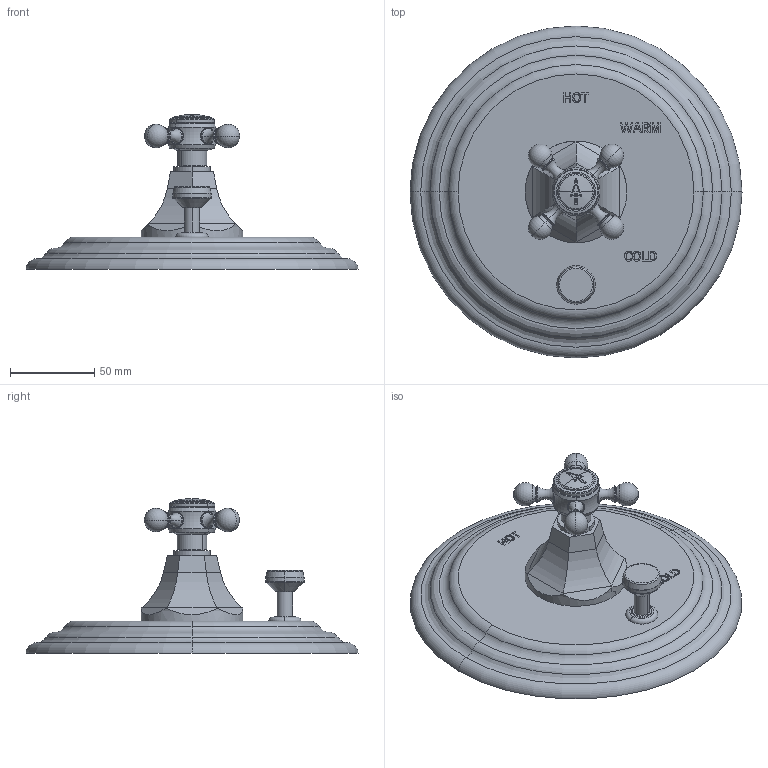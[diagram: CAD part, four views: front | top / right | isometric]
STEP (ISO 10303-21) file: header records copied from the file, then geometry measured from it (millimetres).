
FILE_DESCRIPTION((''),'2;1');
FILE_NAME('5-1222BP','2021-06-07T16:35:31',('jinson.thomas'),(''),'CREO PARAMETRIC BY PTC INC, 2018400','CREO PARAMETRIC BY PTC INC, 2018400','');
FILE_SCHEMA(('CONFIG_CONTROL_DESIGN'));
Length unit declared in the file: inch
Products named in the file (1): 5-1222BP
Bounding box: 196.85 x 196.85 x 91.85 mm (x, y, z)
Volume: 535652.7 mm3; surface area: 77613.1 mm2
Topology: 1 solids, 1 shells, 348 faces, 844 edges, 523 vertices
Faces by surface type: plane 139, extrusion 64, torus 58, cylinder 47, cone 22, sphere 14, bspline 4
Entity records: 11203 total; most frequent: CARTESIAN_POINT 3232, ORIENTED_EDGE 1668, DIRECTION 1536, EDGE_CURVE 834, AXIS2_PLACEMENT_3D 530, VERTEX_POINT 523, VECTOR 476, LINE 412
